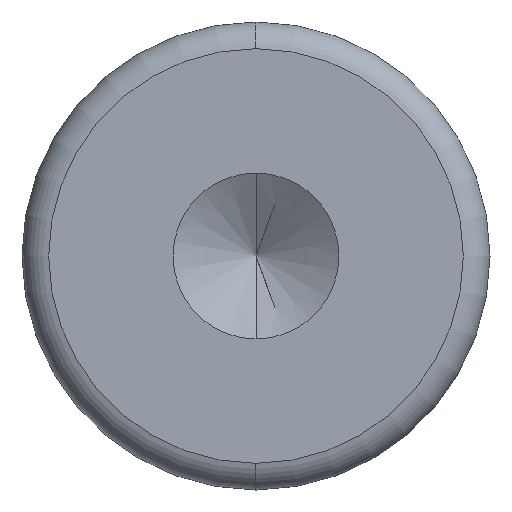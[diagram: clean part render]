
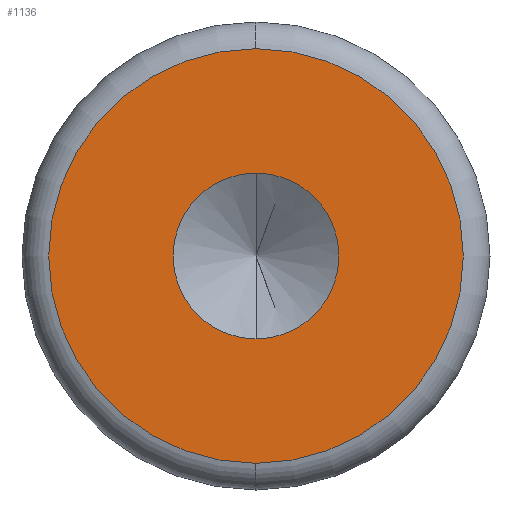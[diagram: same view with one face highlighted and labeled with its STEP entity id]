
A CAD part, left-side view. The second image highlights one B-rep face of the part: STEP entity #1136.
In plain terms, the highlighted face is planar.
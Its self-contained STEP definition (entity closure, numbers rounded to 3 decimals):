
#519 = EDGE_CURVE ( 'NONE', #613, #602, #2118, .T. ) ;
#602 = VERTEX_POINT ( 'NONE', #2323 ) ;
#603 = EDGE_CURVE ( 'NONE', #602, #613, #2324, .T. ) ;
#613 = VERTEX_POINT ( 'NONE', #2358 ) ;
#795 = VERTEX_POINT ( 'NONE', #2659 ) ;
#1109 = EDGE_LOOP ( 'NONE', ( #1128, #1143 ) ) ;
#1128 = ORIENTED_EDGE ( 'NONE', *, *, #1130, .F. ) ;
#1130 = EDGE_CURVE ( 'NONE', #795, #1132, #2270, .T. ) ;
#1132 = VERTEX_POINT ( 'NONE', #3294 ) ;
#1133 = EDGE_CURVE ( 'NONE', #1132, #795, #3295, .T. ) ;
#1136 = ADVANCED_FACE ( 'NONE', ( #3288, #3277 ), #3282, .F. ) ;
#1137 = ORIENTED_EDGE ( 'NONE', *, *, #603, .F. ) ;
#1139 = ORIENTED_EDGE ( 'NONE', *, *, #519, .F. ) ;
#1143 = ORIENTED_EDGE ( 'NONE', *, *, #1133, .F. ) ;
#1177 = EDGE_LOOP ( 'NONE', ( #1139, #1137 ) ) ;
#2118 = CIRCLE ( 'NONE', #2154, 3.4 ) ;
#2150 = DIRECTION ( 'NONE',  ( 0., 0., -1. ) ) ;
#2151 = DIRECTION ( 'NONE',  ( 1., 0., 0. ) ) ;
#2152 = CARTESIAN_POINT ( 'NONE',  ( 0., 0., 0. ) ) ;
#2154 = AXIS2_PLACEMENT_3D ( 'NONE', #2152, #2151, #2150 ) ;
#2269 = AXIS2_PLACEMENT_3D ( 'NONE', #2512, #2504, #3002 ) ;
#2270 = CIRCLE ( 'NONE', #2269, 8.5 ) ;
#2310 = DIRECTION ( 'NONE',  ( 0., 0., -1. ) ) ;
#2311 = DIRECTION ( 'NONE',  ( 1., 0., 0. ) ) ;
#2312 = CARTESIAN_POINT ( 'NONE',  ( 0., 0., 0. ) ) ;
#2313 = AXIS2_PLACEMENT_3D ( 'NONE', #2312, #2311, #2310 ) ;
#2323 = CARTESIAN_POINT ( 'NONE',  ( 0., 0., 3.4 ) ) ;
#2324 = CIRCLE ( 'NONE', #2313, 3.4 ) ;
#2358 = CARTESIAN_POINT ( 'NONE',  ( 0., 0., -3.4 ) ) ;
#2504 = DIRECTION ( 'NONE',  ( -1., 0., 0. ) ) ;
#2512 = CARTESIAN_POINT ( 'NONE',  ( 0., 0., 0. ) ) ;
#2659 = CARTESIAN_POINT ( 'NONE',  ( 0., 0., 8.5 ) ) ;
#3002 = DIRECTION ( 'NONE',  ( 0., 0., 1. ) ) ;
#3270 = DIRECTION ( 'NONE',  ( 0., 0., 1. ) ) ;
#3271 = DIRECTION ( 'NONE',  ( -1., 0., 0. ) ) ;
#3277 = FACE_OUTER_BOUND ( 'NONE', #1109, .T. ) ;
#3282 = PLANE ( 'NONE',  #3287 ) ;
#3283 = DIRECTION ( 'NONE',  ( 0., 0., 1. ) ) ;
#3284 = DIRECTION ( 'NONE',  ( -1., 0., 0. ) ) ;
#3285 = AXIS2_PLACEMENT_3D ( 'NONE', #3298, #3284, #3283 ) ;
#3287 = AXIS2_PLACEMENT_3D ( 'NONE', #3292, #3271, #3270 ) ;
#3288 = FACE_BOUND ( 'NONE', #1177, .T. ) ;
#3292 = CARTESIAN_POINT ( 'NONE',  ( 0., 8.5, 0. ) ) ;
#3294 = CARTESIAN_POINT ( 'NONE',  ( 0., 0., -8.5 ) ) ;
#3295 = CIRCLE ( 'NONE', #3285, 8.5 ) ;
#3298 = CARTESIAN_POINT ( 'NONE',  ( 0., 0., 0. ) ) ;
